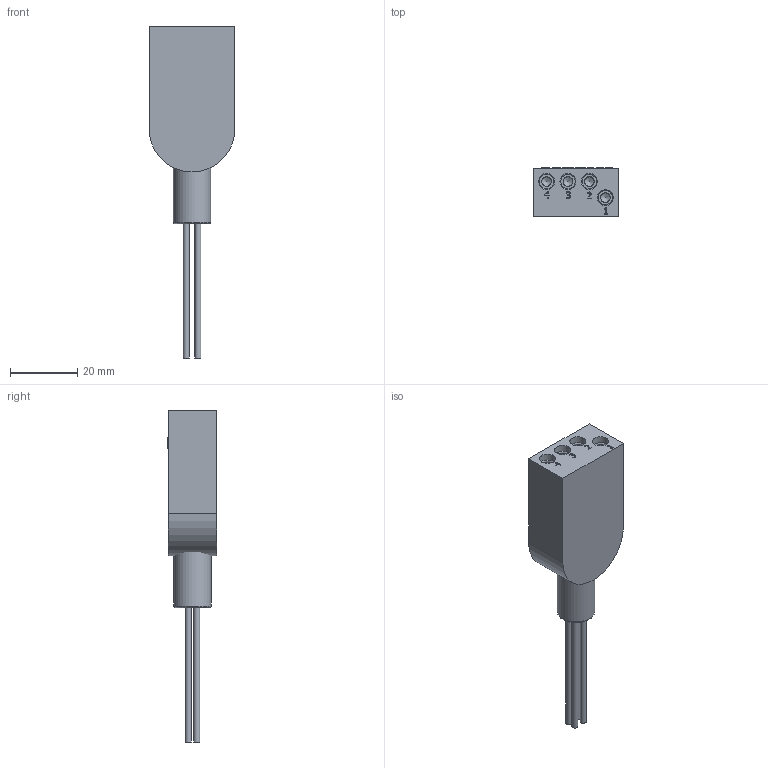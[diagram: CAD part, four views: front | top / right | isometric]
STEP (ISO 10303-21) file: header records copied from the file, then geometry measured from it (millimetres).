
FILE_DESCRIPTION(/* description */ (''),/* implementation_level */ '2;1');
FILE_NAME(/* name */ 'LPOM4F.stp',/* time_stamp */ '2015-03-23T09:09:26+01:00',/* author */ ('sh'),/* organization */ (''),/* preprocessor_version */ 'ST-DEVELOPER v15.2',/* originating_system */ 'Autodesk Inventor 2014',/* authorisation */ '');
FILE_SCHEMA (('AUTOMOTIVE_DESIGN { 1 0 10303 214 3 1 1 }'));
Length unit declared in the file: inch
Products named in the file (1): LPOM4F
Bounding box: 25.4 x 14.58 x 98.6 mm (x, y, z)
Volume: 15116.1 mm3; surface area: 10455.8 mm2
Topology: 14 solids, 14 shells, 437 faces, 1137 edges, 740 vertices
Faces by surface type: plane 196, bspline 79, cylinder 72, torus 57, cone 33
Full cylindrical faces by diameter (mm): 1.778 x4, 2.134 x16, 2.819 x4, 2.896 x4, 3.912 x4, 3.962 x4, 4.013 x4, 4.75 x4, 4.762 x20, 4.826 x4, 8.001 x1, 9.601 x1, 11.1 x1
Entity records: 16077 total; most frequent: CARTESIAN_POINT 6537, ORIENTED_EDGE 1896, DIRECTION 1722, EDGE_CURVE 948, VERTEX_POINT 684, AXIS2_PLACEMENT_3D 637, EDGE_LOOP 608, LINE 448
